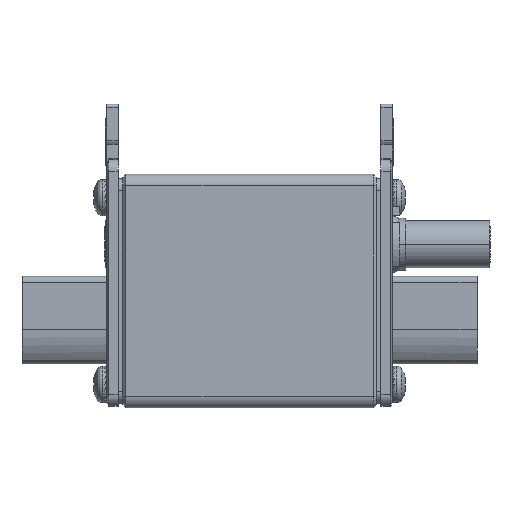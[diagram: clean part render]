
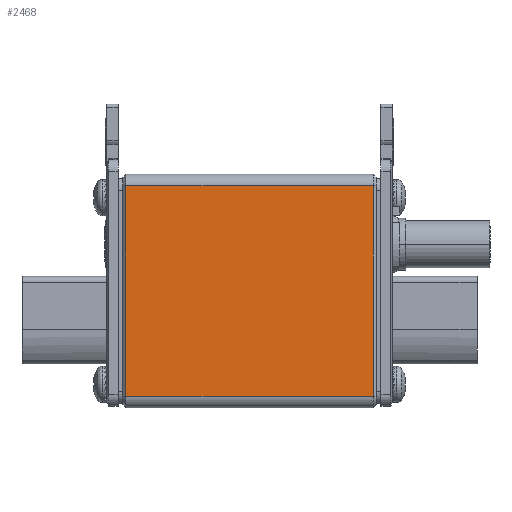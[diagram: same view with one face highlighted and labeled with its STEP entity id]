
A CAD part, left-side view. The second image highlights one B-rep face of the part: STEP entity #2468.
In plain terms, the highlighted face is planar.
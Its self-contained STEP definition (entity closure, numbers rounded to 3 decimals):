
#787=DIRECTION('',(0.,1.,0.));
#788=VECTOR('',#787,36.);
#789=CARTESIAN_POINT('',(21.2,-18.,-10.35));
#790=LINE('',#789,#788);
#794=DIRECTION('',(-1.,0.,0.));
#795=VECTOR('',#794,42.4);
#796=CARTESIAN_POINT('',(21.2,18.,-10.35));
#797=LINE('',#796,#795);
#801=DIRECTION('',(0.,-1.,0.));
#802=VECTOR('',#801,36.);
#803=CARTESIAN_POINT('',(-21.2,18.,-10.35));
#804=LINE('',#803,#802);
#808=DIRECTION('',(-1.,0.,0.));
#809=VECTOR('',#808,42.4);
#810=CARTESIAN_POINT('',(21.2,-18.,-10.35));
#811=LINE('',#810,#809);
#1667=CARTESIAN_POINT('',(21.2,-18.,-10.35));
#1668=VERTEX_POINT('',#1667);
#1671=CARTESIAN_POINT('',(21.2,18.,-10.35));
#1672=VERTEX_POINT('',#1671);
#1682=CARTESIAN_POINT('',(-21.2,18.,-10.35));
#1684=VERTEX_POINT('',#1682);
#1687=CARTESIAN_POINT('',(-21.2,-18.,-10.35));
#1688=VERTEX_POINT('',#1687);
#2456=CARTESIAN_POINT('',(-21.7,-20.,-10.35));
#2457=DIRECTION('',(0.,0.,-1.));
#2458=DIRECTION('',(0.,1.,0.));
#2459=AXIS2_PLACEMENT_3D('',#2456,#2457,#2458);
#2460=PLANE('',#2459);
#2461=ORIENTED_EDGE('',*,*,#2403,.T.);
#2462=ORIENTED_EDGE('',*,*,#2444,.T.);
#2463=ORIENTED_EDGE('',*,*,#1970,.T.);
#2465=ORIENTED_EDGE('',*,*,#2464,.F.);
#2466=EDGE_LOOP('',(#2461,#2462,#2463,#2465));
#2467=FACE_OUTER_BOUND('',#2466,.F.);
#1970=EDGE_CURVE('',#1684,#1688,#804,.T.);
#2403=EDGE_CURVE('',#1668,#1672,#790,.T.);
#2444=EDGE_CURVE('',#1672,#1684,#797,.T.);
#2464=EDGE_CURVE('',#1668,#1688,#811,.T.);
#2468=ADVANCED_FACE('',(#2467),#2460,.T.);
